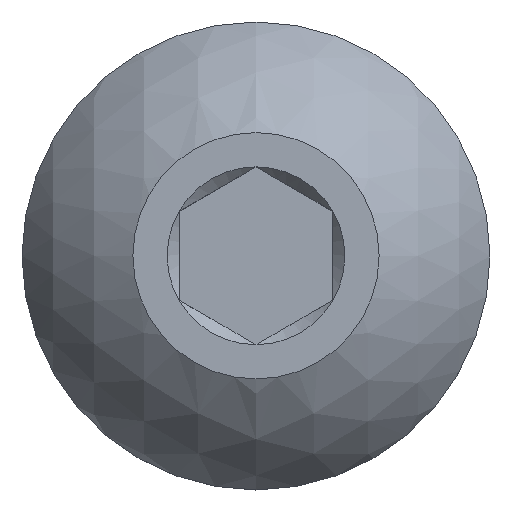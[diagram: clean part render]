
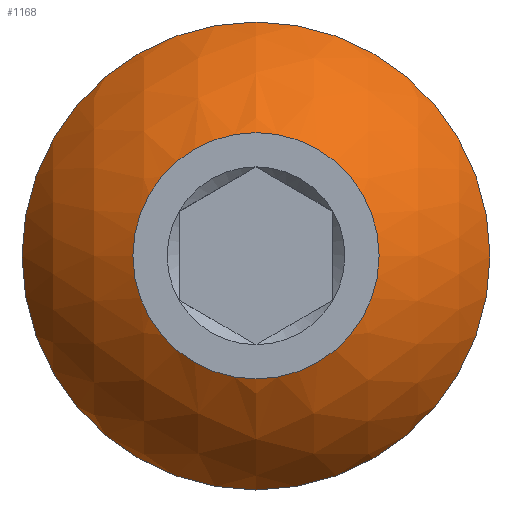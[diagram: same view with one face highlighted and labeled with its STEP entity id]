
A CAD part, top view. The second image highlights one B-rep face of the part: STEP entity #1168.
In plain terms, the highlighted spherical face has radius 4.229 mm.
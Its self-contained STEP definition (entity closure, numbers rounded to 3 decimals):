
#33=FACE_BOUND('',#204,.T.);
#36=SPHERICAL_SURFACE('',#1259,4.229);
#134=FACE_OUTER_BOUND('',#203,.T.);
#203=EDGE_LOOP('',(#955));
#204=EDGE_LOOP('',(#956));
#231=CIRCLE('',#1257,3.8);
#233=CIRCLE('',#1260,2.);
#557=VERTEX_POINT('',#5045);
#559=VERTEX_POINT('',#5051);
#723=EDGE_CURVE('',#557,#557,#231,.T.);
#726=EDGE_CURVE('',#559,#559,#233,.T.);
#955=ORIENTED_EDGE('',*,*,#723,.T.);
#956=ORIENTED_EDGE('',*,*,#726,.F.);
#1168=ADVANCED_FACE('',(#134,#33),#36,.T.);
#1257=AXIS2_PLACEMENT_3D('',#5046,#1443,#1444);
#1259=AXIS2_PLACEMENT_3D('',#5050,#1448,#1449);
#1260=AXIS2_PLACEMENT_3D('',#5052,#1450,#1451);
#1443=DIRECTION('center_axis',(0.,0.,1.));
#1444=DIRECTION('ref_axis',(0.,-1.,0.));
#1448=DIRECTION('center_axis',(1.,0.,0.));
#1449=DIRECTION('ref_axis',(0.,-1.,0.));
#1450=DIRECTION('center_axis',(0.,0.,1.));
#1451=DIRECTION('ref_axis',(0.,-1.,0.));
#5045=CARTESIAN_POINT('',(0.,3.8,8.33));
#5046=CARTESIAN_POINT('Origin',(0.,0.,8.33));
#5050=CARTESIAN_POINT('Origin',(0.,0.,
6.474));
#5051=CARTESIAN_POINT('',(0.,-2.,10.2));
#5052=CARTESIAN_POINT('Origin',(0.,0.,10.2));
